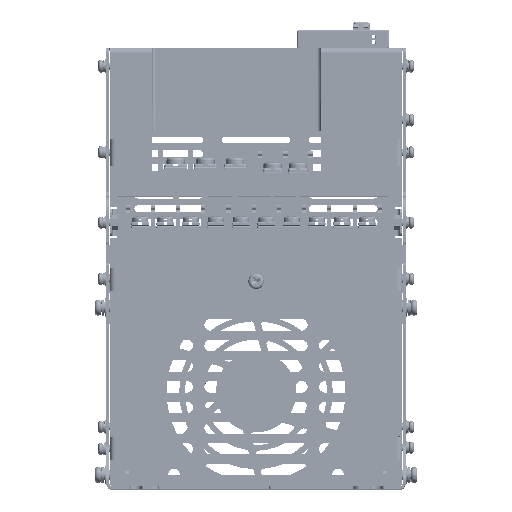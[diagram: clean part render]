
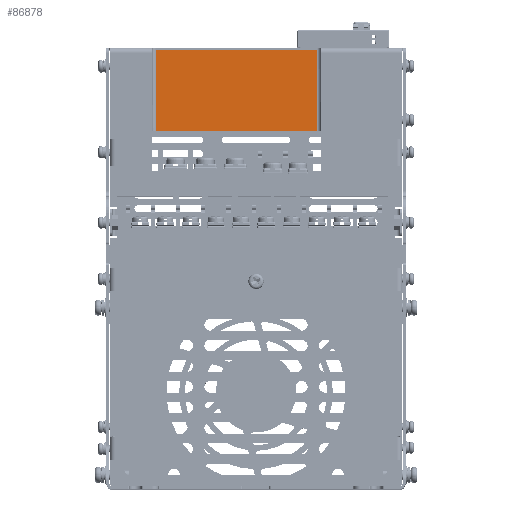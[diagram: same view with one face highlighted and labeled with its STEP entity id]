
A CAD part, top view. The second image highlights one B-rep face of the part: STEP entity #86878.
In plain terms, the highlighted planar face has unit normal (0, 0, 1).
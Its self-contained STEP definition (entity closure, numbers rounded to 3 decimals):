
#86878 = ADVANCED_FACE ( 'NONE', ( #193051 ), #167497, .F. ) ;
#92921 = LINE ( 'NONE', #369592, #97486 ) ;
#97486 = VECTOR ( 'NONE', #369593, 1000. ) ;
#119310 = ORIENTED_EDGE ( 'NONE', *, *, #237317, .T. ) ;
#119314 = ORIENTED_EDGE ( 'NONE', *, *, #237321, .F. ) ;
#119322 = ORIENTED_EDGE ( 'NONE', *, *, #237323, .F. ) ;
#119326 = ORIENTED_EDGE ( 'NONE', *, *, #237308, .T. ) ;
#154011 = AXIS2_PLACEMENT_3D ( 'NONE', #167494, #167492, #167490 ) ;
#167490 = DIRECTION ( 'NONE',  ( -1., 0., 0. ) ) ;
#167492 = DIRECTION ( 'NONE',  ( 0., 0., -1. ) ) ;
#167494 = CARTESIAN_POINT ( 'NONE',  ( 26.7, 82.1, 49.7 ) ) ;
#167497 = PLANE ( 'NONE',  #154011 ) ;
#193051 = FACE_OUTER_BOUND ( 'NONE', #256383, .T. ) ;
#193566 = LINE ( 'NONE', #369685, #267133 ) ;
#193594 = LINE ( 'NONE', #369671, #268502 ) ;
#193643 = LINE ( 'NONE', #369648, #283706 ) ;
#233152 = VERTEX_POINT ( 'NONE', #341261 ) ;
#233159 = VERTEX_POINT ( 'NONE', #341270 ) ;
#233164 = VERTEX_POINT ( 'NONE', #341277 ) ;
#233175 = VERTEX_POINT ( 'NONE', #341291 ) ;
#237308 = EDGE_CURVE ( 'NONE', #233152, #233164, #92921, .T. ) ;
#237317 = EDGE_CURVE ( 'NONE', #233164, #233159, #193643, .T. ) ;
#237321 = EDGE_CURVE ( 'NONE', #233175, #233159, #193594, .T. ) ;
#237323 = EDGE_CURVE ( 'NONE', #233152, #233175, #193566, .T. ) ;
#256383 = EDGE_LOOP ( 'NONE', ( #119310, #119314, #119322, #119326 ) ) ;
#267133 = VECTOR ( 'NONE', #369687, 1000. ) ;
#268502 = VECTOR ( 'NONE', #369674, 1000. ) ;
#283706 = VECTOR ( 'NONE', #369650, 1000. ) ;
#341261 = CARTESIAN_POINT ( 'NONE',  ( 26.7, 82.1, 49.7 ) ) ;
#341270 = CARTESIAN_POINT ( 'NONE',  ( -43.8, 117.1, 49.7 ) ) ;
#341277 = CARTESIAN_POINT ( 'NONE',  ( 26.7, 117.1, 49.7 ) ) ;
#341291 = CARTESIAN_POINT ( 'NONE',  ( -43.8, 82.1, 49.7 ) ) ;
#369592 = CARTESIAN_POINT ( 'NONE',  ( 26.7, 82.1, 49.7 ) ) ;
#369593 = DIRECTION ( 'NONE',  ( 0., 1., 0. ) ) ;
#369648 = CARTESIAN_POINT ( 'NONE',  ( 26.7, 117.1, 49.7 ) ) ;
#369650 = DIRECTION ( 'NONE',  ( -1., 0., 0. ) ) ;
#369671 = CARTESIAN_POINT ( 'NONE',  ( -43.8, 82.1, 49.7 ) ) ;
#369674 = DIRECTION ( 'NONE',  ( 0., 1., 0. ) ) ;
#369685 = CARTESIAN_POINT ( 'NONE',  ( 26.7, 82.1, 49.7 ) ) ;
#369687 = DIRECTION ( 'NONE',  ( -1., 0., 0. ) ) ;
